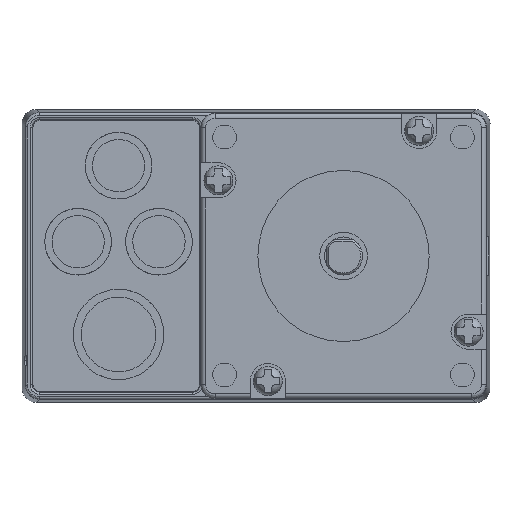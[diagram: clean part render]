
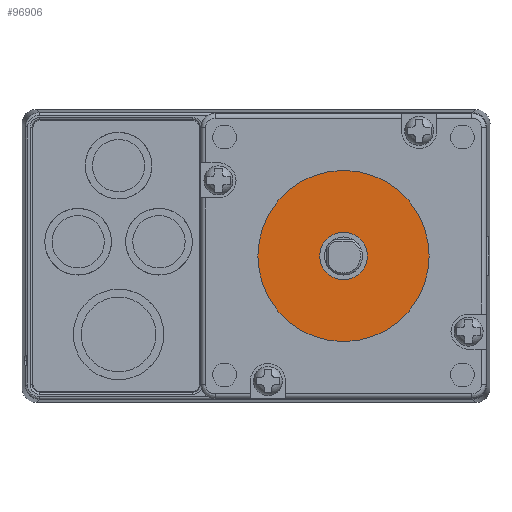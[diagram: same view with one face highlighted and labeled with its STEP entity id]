
A CAD part, left-side view. The second image highlights one B-rep face of the part: STEP entity #96906.
In plain terms, the highlighted face is planar.
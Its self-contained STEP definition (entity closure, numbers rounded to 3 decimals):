
#131 = CARTESIAN_POINT ( 'NONE',  ( 62.176, 185.692, -213.6 ) ) ;
#1571 = DIRECTION ( 'NONE',  ( 0., 0., -1. ) ) ;
#5425 = AXIS2_PLACEMENT_3D ( 'NONE', #58079, #34197, #90546 ) ;
#6537 = CIRCLE ( 'NONE', #104501, 5. ) ;
#7879 = EDGE_CURVE ( 'NONE', #81319, #67249, #23559, .T. ) ;
#8204 = DIRECTION ( 'NONE',  ( -1., 0., 0. ) ) ;
#10880 = EDGE_CURVE ( 'NONE', #18169, #18556, #53462, .T. ) ;
#11785 = CARTESIAN_POINT ( 'NONE',  ( 62.176, 185.692, -213.6 ) ) ;
#17975 = PLANE ( 'NONE',  #5425 ) ;
#18104 = FACE_BOUND ( 'NONE', #82973, .T. ) ;
#18169 = VERTEX_POINT ( 'NONE', #103148 ) ;
#18556 = VERTEX_POINT ( 'NONE', #67850 ) ;
#19831 = DIRECTION ( 'NONE',  ( -1., 0., 0. ) ) ;
#20226 = CARTESIAN_POINT ( 'NONE',  ( 44.176, 185.692, -213.6 ) ) ;
#23559 = CIRCLE ( 'NONE', #101827, 18. ) ;
#26407 = AXIS2_PLACEMENT_3D ( 'NONE', #131, #56387, #8204 ) ;
#28376 = AXIS2_PLACEMENT_3D ( 'NONE', #11785, #68040, #19831 ) ;
#31728 = ORIENTED_EDGE ( 'NONE', *, *, #7879, .T. ) ;
#34197 = DIRECTION ( 'NONE',  ( 0., 0., -1. ) ) ;
#38292 = CARTESIAN_POINT ( 'NONE',  ( 62.176, 185.692, -213.6 ) ) ;
#46342 = DIRECTION ( 'NONE',  ( -1., 0., 0. ) ) ;
#49744 = CARTESIAN_POINT ( 'NONE',  ( 62.176, 185.692, -213.6 ) ) ;
#50245 = EDGE_CURVE ( 'NONE', #18556, #18169, #6537, .T. ) ;
#53462 = CIRCLE ( 'NONE', #26407, 5. ) ;
#54114 = ORIENTED_EDGE ( 'NONE', *, *, #10880, .F. ) ;
#56387 = DIRECTION ( 'NONE',  ( 0., 0., -1. ) ) ;
#57833 = DIRECTION ( 'NONE',  ( -1., 0., 0. ) ) ;
#58079 = CARTESIAN_POINT ( 'NONE',  ( 62.176, 185.692, -213.6 ) ) ;
#58372 = FACE_OUTER_BOUND ( 'NONE', #96090, .T. ) ;
#63036 = ORIENTED_EDGE ( 'NONE', *, *, #85768, .T. ) ;
#67249 = VERTEX_POINT ( 'NONE', #20226 ) ;
#67850 = CARTESIAN_POINT ( 'NONE',  ( 57.176, 185.692, -213.6 ) ) ;
#68040 = DIRECTION ( 'NONE',  ( 0., 0., -1. ) ) ;
#81319 = VERTEX_POINT ( 'NONE', #82574 ) ;
#82574 = CARTESIAN_POINT ( 'NONE',  ( 80.176, 185.692, -213.6 ) ) ;
#82584 = ORIENTED_EDGE ( 'NONE', *, *, #50245, .F. ) ;
#82973 = EDGE_LOOP ( 'NONE', ( #82584, #54114 ) ) ;
#83542 = CIRCLE ( 'NONE', #28376, 18. ) ;
#85768 = EDGE_CURVE ( 'NONE', #67249, #81319, #83542, .T. ) ;
#90546 = DIRECTION ( 'NONE',  ( -1., 0., 0. ) ) ;
#94642 = DIRECTION ( 'NONE',  ( 0., 0., -1. ) ) ;
#96090 = EDGE_LOOP ( 'NONE', ( #63036, #31728 ) ) ;
#96906 = ADVANCED_FACE ( 'NONE', ( #58372, #18104 ), #17975, .T. ) ;
#101827 = AXIS2_PLACEMENT_3D ( 'NONE', #49744, #1571, #57833 ) ;
#103148 = CARTESIAN_POINT ( 'NONE',  ( 67.176, 185.692, -213.6 ) ) ;
#104501 = AXIS2_PLACEMENT_3D ( 'NONE', #38292, #94642, #46342 ) ;
